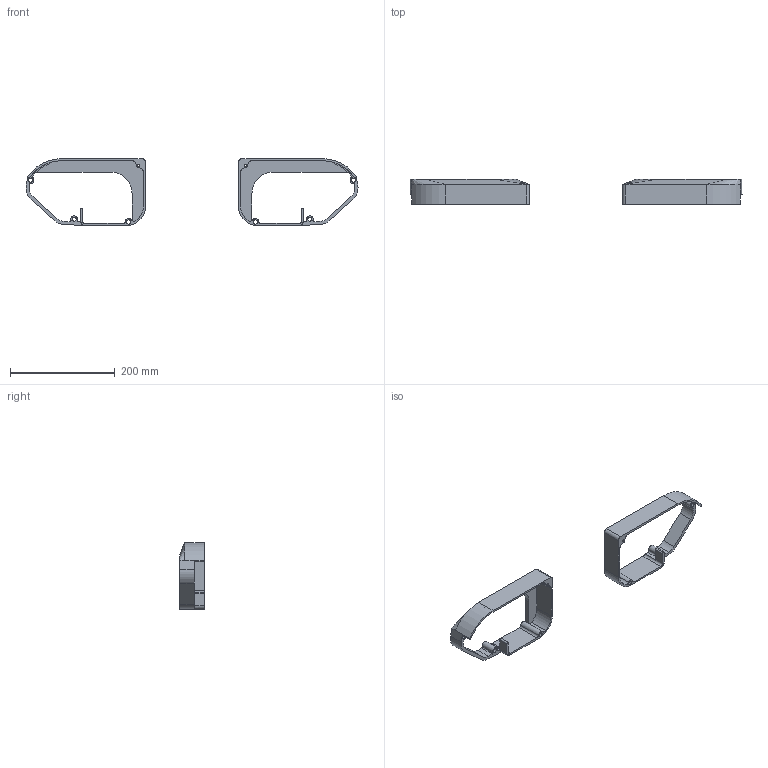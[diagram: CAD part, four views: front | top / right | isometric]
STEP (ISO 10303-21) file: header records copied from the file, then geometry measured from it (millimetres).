
FILE_DESCRIPTION(/* description */ ('STEP AP242','CAx-IF Rec.Pracs.---Representation and Presentation of Product Manufacturing Information (PMI)---4.0---2014-10-13','CAx-IF Rec.Pracs.---3D Tessellated Geometry---0.4---2014-09-14','2;1'),/* implementation_level */ '2;1');
FILE_NAME(/* name */ '667dcf98e3a6775cdf3a26fb',/* time_stamp */ '2024-06-27T20:46:17Z',/* author */ (''),/* organization */ (''),/* preprocessor_version */ 'ST-DEVELOPER v20',/* originating_system */ ' ',/* authorisation */ ' ');
FILE_SCHEMA (('AP242_MANAGED_MODEL_BASED_3D_ENGINEERING_MIM_LF { 1 0 10303 442 1 1 4 }'));
Length unit declared in the file: metre
Products named in the file (2): B - mk4nMidCover; A - mk4nMidCover
Bounding box: 632.89 x 47.63 x 127 mm (x, y, z)
Volume: 303964.2 mm3; surface area: 145672 mm2
Topology: 2 solids, 2 shells, 126 faces, 360 edges, 236 vertices
Faces by surface type: cylinder 64, plane 54, bspline 8
Full cylindrical faces by diameter (mm): 4.496 x2, 7.938 x2, 7.94 x4, 9.576 x2
Entity records: 4434 total; most frequent: CARTESIAN_POINT 1037, DIRECTION 727, ORIENTED_EDGE 688, EDGE_CURVE 344, AXIS2_PLACEMENT_3D 274, VERTEX_POINT 230, LINE 179, VECTOR 179
